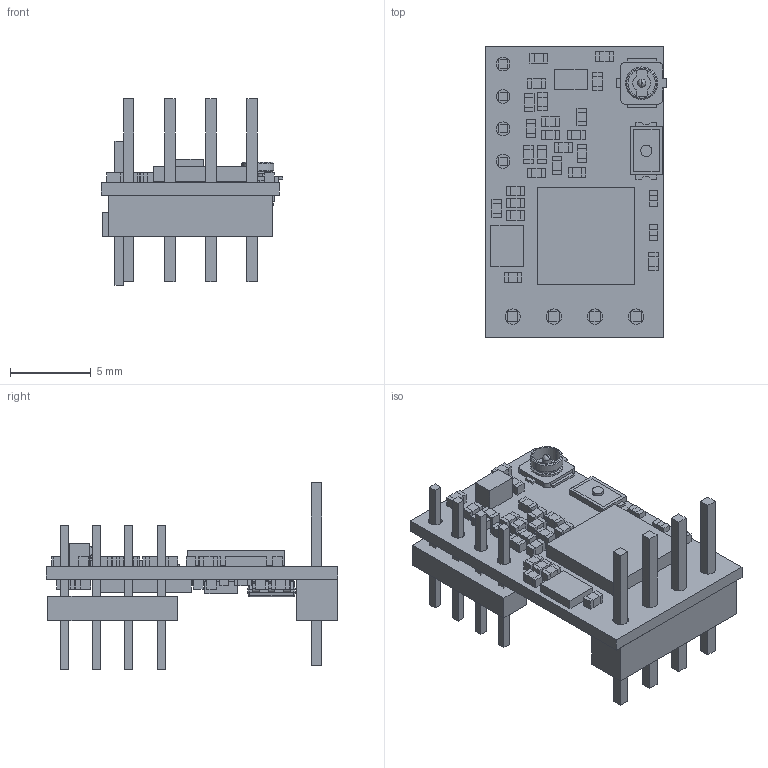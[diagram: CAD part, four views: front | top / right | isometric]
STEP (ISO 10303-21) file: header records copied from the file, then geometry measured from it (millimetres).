
FILE_DESCRIPTION (( 'STEP AP203' ), '1' );
FILE_NAME ('TBS_CROSSFIRE_Nano_RX.STEP', '2020-04-25T00:29:10', ( '' ), ( '' ), 'SwSTEP 2.0', 'SolidWorks 2017', '' );
FILE_SCHEMA (( 'CONFIG_CONTROL_DESIGN' ));
Length unit declared in the file: millimetre
Products named in the file (60): 1058702344; 1389464720; Extruded_4; 1396798976; LORA_PIC_SX1273; 1389476824; -2080961192; Extruded_6; Extruded_3; 1058702480; Extruded_9; U6; Extruded_10; Board_2; Extruded_20; Free-Models; Extruded_14; Extruded_18; Extruded_22; 1392505672; Extruded_16; 1389476960; Extruded; 1396803056; -2080960920; Extruded_11; 1058702616; 1632518304; 1389464992; U.FL-R-SMT-1; 1389476688; 1389477232; 1396794080; 1632517896; Extruded_19; Extruded_8; 1389477096; 1396802104; Extruded_17; Extruded_7 ...
Assembly tree (194 placements, depth 6):
  TBS_CROSSFIRE_Nano_RX
    Imported
      LORA_PIC_SX1273
        Board_2
        U5
          1389477232
            Extruded
        U6
          1389477368
            Extruded_2
        Free-Models
          U.FL-R-SMT-1
          DBV0005A_(1)
            BODY_MF05A
            LEAD_MF05F  x5
          1388744896
            Cylinder
          1389464992
            Extruded_3
          1389464856
          1389464720
            Extruded_4
          1389464584
            Extruded_5
          1396803056  x35
            Extruded_6
          1396802920  x36
            Extruded_7
          1389477096  x34
            Extruded_8
          1389476824  x10
            Extruded_9
          1389476960  x5
            Extruded_10
          1396802104  x6
            Extruded_11
          1396802240  x3
            Extruded_12
          1396798976
            Extruded_13
          1396794080
            Extruded_14
          1392505672
            Extruded_15
          1389476688
            Extruded_16
          1058702480  x2
            Extruded_17
          1058702344  x2
            Extruded_18
          1058702616  x2
            Extruded_19
      -2080961192  x4
        Extruded_20
      1632518304
        Extruded_21
      -2080960920  x4
        Extruded_22
      1632517896
        Extruded_23
Bounding box: 11.21 x 18 x 11.51 mm (x, y, z)
Volume: 372.2 mm3; surface area: 1350.4 mm2
Topology: 164 solids, 164 shells, 1144 faces, 2413 edges, 1584 vertices
Faces by surface type: plane 1045, cylinder 75, bspline 18, cone 6
Entity records: 19659 total; most frequent: CARTESIAN_POINT 2106, DIRECTION 1817, ORIENTED_EDGE 1362, COORDINATED_UNIVERSAL_TIME_OFFSET 688, DATE_AND_TIME 688, CALENDAR_DATE 688, LOCAL_TIME 688, EDGE_CURVE 681
